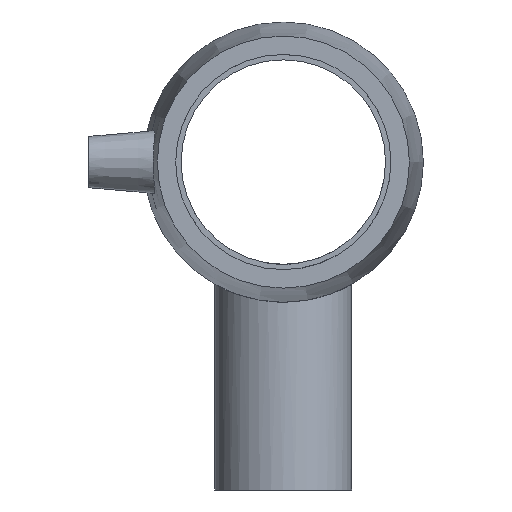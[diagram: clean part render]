
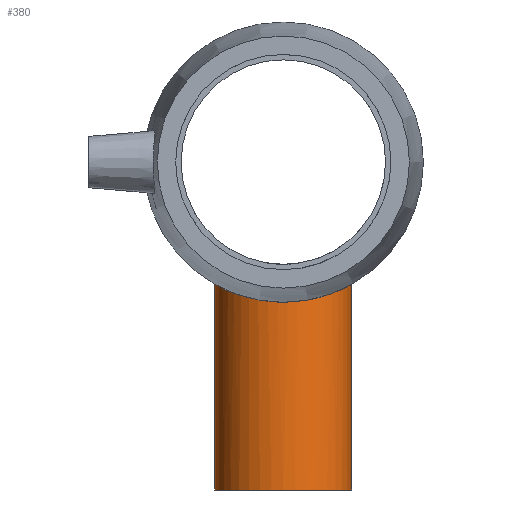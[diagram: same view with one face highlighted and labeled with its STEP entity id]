
A CAD part, left-side view. The second image highlights one B-rep face of the part: STEP entity #380.
In plain terms, the highlighted cylindrical face has radius 20 mm (diameter 40 mm), a full revolution.
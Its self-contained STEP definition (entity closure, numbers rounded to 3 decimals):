
#38=FACE_BOUND('',#140,.T.);
#73=CIRCLE('',#421,20.);
#102=FACE_OUTER_BOUND('',#139,.T.);
#139=EDGE_LOOP('',(#295));
#140=EDGE_LOOP('',(#296));
#207=B_SPLINE_CURVE_WITH_KNOTS('',3,(#745,#746,#747,#748,#749,#750,#751,
#752,#753,#754,#755,#756,#757,#758,#759,#760,#761,#762,#763,#764,#765,#766,
#767,#768,#769,#770,#771,#772,#773,#774,#775,#776,#777,#778,#779,#780,#781,
#782,#783,#784,#785,#786,#787,#788,#789,#790,#791,#792,#793,#794,#795,#796,
#797,#798,#799,#800,#801,#802,#803,#804,#805,#806,#807,#808,#809,#810),
 .UNSPECIFIED.,.T.,.F.,(4,2,2,2,2,2,2,2,2,2,2,2,2,2,2,2,2,2,2,2,2,2,2,2,
2,2,2,2,2,2,2,2,4),(0.,0.384,0.769,1.153,
1.538,1.921,2.304,2.688,3.071,
3.455,3.838,4.222,4.606,4.99,
5.375,5.759,6.143,6.528,6.912,
7.297,7.681,8.065,8.448,8.832,
9.216,9.599,9.982,10.366,10.749,
11.134,11.518,11.903,12.287),
 .UNSPECIFIED.);
#217=VERTEX_POINT('',#742);
#218=VERTEX_POINT('',#744);
#253=EDGE_CURVE('',#217,#217,#73,.T.);
#254=EDGE_CURVE('',#218,#218,#207,.T.);
#295=ORIENTED_EDGE('',*,*,#253,.F.);
#296=ORIENTED_EDGE('',*,*,#254,.F.);
#366=CYLINDRICAL_SURFACE('',#420,20.);
#380=ADVANCED_FACE('',(#102,#38),#366,.T.);
#420=AXIS2_PLACEMENT_3D('',#741,#495,#496);
#421=AXIS2_PLACEMENT_3D('',#743,#497,#498);
#495=DIRECTION('center_axis',(0.,0.,1.));
#496=DIRECTION('ref_axis',(-1.,0.,0.));
#497=DIRECTION('center_axis',(0.,0.,-1.));
#498=DIRECTION('ref_axis',(-1.,0.,0.));
#741=CARTESIAN_POINT('Origin',(-32.5,0.054,-96.));
#742=CARTESIAN_POINT('',(-12.5,0.054,-96.));
#743=CARTESIAN_POINT('Origin',(-32.5,0.054,-96.));
#744=CARTESIAN_POINT('',(-32.5,-19.946,-35.821));
#745=CARTESIAN_POINT('Ctrl Pts',(-32.5,-19.946,-35.821));
#746=CARTESIAN_POINT('Ctrl Pts',(-31.219,-19.946,-35.821));
#747=CARTESIAN_POINT('Ctrl Pts',(-29.902,-19.821,-35.892));
#748=CARTESIAN_POINT('Ctrl Pts',(-27.3,-19.304,-36.172));
#749=CARTESIAN_POINT('Ctrl Pts',(-26.014,-18.912,-36.382));
#750=CARTESIAN_POINT('Ctrl Pts',(-23.558,-17.886,-36.898));
#751=CARTESIAN_POINT('Ctrl Pts',(-22.387,-17.25,-37.203));
#752=CARTESIAN_POINT('Ctrl Pts',(-20.225,-15.79,-37.846));
#753=CARTESIAN_POINT('Ctrl Pts',(-19.234,-14.965,-38.183));
#754=CARTESIAN_POINT('Ctrl Pts',(-17.482,-13.213,-38.824));
#755=CARTESIAN_POINT('Ctrl Pts',(-16.657,-12.223,-39.152));
#756=CARTESIAN_POINT('Ctrl Pts',(-15.197,-10.061,-39.762));
#757=CARTESIAN_POINT('Ctrl Pts',(-14.561,-8.888,-40.045));
#758=CARTESIAN_POINT('Ctrl Pts',(-13.533,-6.43,-40.512));
#759=CARTESIAN_POINT('Ctrl Pts',(-13.141,-5.142,-40.697));
#760=CARTESIAN_POINT('Ctrl Pts',(-12.624,-2.539,-40.942));
#761=CARTESIAN_POINT('Ctrl Pts',(-12.5,-1.224,-41.002));
#762=CARTESIAN_POINT('Ctrl Pts',(-12.5,1.332,-40.998));
#763=CARTESIAN_POINT('Ctrl Pts',(-12.625,2.648,-40.935));
#764=CARTESIAN_POINT('Ctrl Pts',(-13.142,5.251,-40.683));
#765=CARTESIAN_POINT('Ctrl Pts',(-13.534,6.539,-40.495));
#766=CARTESIAN_POINT('Ctrl Pts',(-14.562,8.998,-40.02));
#767=CARTESIAN_POINT('Ctrl Pts',(-15.198,10.17,-39.734));
#768=CARTESIAN_POINT('Ctrl Pts',(-16.659,12.332,-39.117));
#769=CARTESIAN_POINT('Ctrl Pts',(-17.484,13.322,-38.787));
#770=CARTESIAN_POINT('Ctrl Pts',(-19.236,15.074,-38.14));
#771=CARTESIAN_POINT('Ctrl Pts',(-20.226,15.898,-37.801));
#772=CARTESIAN_POINT('Ctrl Pts',(-22.388,17.358,-37.153));
#773=CARTESIAN_POINT('Ctrl Pts',(-23.559,17.993,-36.845));
#774=CARTESIAN_POINT('Ctrl Pts',(-26.014,19.019,-36.326));
#775=CARTESIAN_POINT('Ctrl Pts',(-27.3,19.411,-36.115));
#776=CARTESIAN_POINT('Ctrl Pts',(-29.902,19.929,-35.832));
#777=CARTESIAN_POINT('Ctrl Pts',(-31.218,20.054,-35.761));
#778=CARTESIAN_POINT('Ctrl Pts',(-33.782,20.054,-35.761));
#779=CARTESIAN_POINT('Ctrl Pts',(-35.098,19.929,-35.832));
#780=CARTESIAN_POINT('Ctrl Pts',(-37.7,19.411,-36.115));
#781=CARTESIAN_POINT('Ctrl Pts',(-38.986,19.019,-36.326));
#782=CARTESIAN_POINT('Ctrl Pts',(-41.441,17.993,-36.845));
#783=CARTESIAN_POINT('Ctrl Pts',(-42.612,17.358,-37.153));
#784=CARTESIAN_POINT('Ctrl Pts',(-44.774,15.898,-37.801));
#785=CARTESIAN_POINT('Ctrl Pts',(-45.764,15.074,-38.14));
#786=CARTESIAN_POINT('Ctrl Pts',(-47.516,13.322,-38.787));
#787=CARTESIAN_POINT('Ctrl Pts',(-48.341,12.332,-39.117));
#788=CARTESIAN_POINT('Ctrl Pts',(-49.802,10.17,-39.734));
#789=CARTESIAN_POINT('Ctrl Pts',(-50.438,8.998,-40.02));
#790=CARTESIAN_POINT('Ctrl Pts',(-51.466,6.539,-40.495));
#791=CARTESIAN_POINT('Ctrl Pts',(-51.858,5.251,-40.683));
#792=CARTESIAN_POINT('Ctrl Pts',(-52.375,2.648,-40.935));
#793=CARTESIAN_POINT('Ctrl Pts',(-52.5,1.332,-40.998));
#794=CARTESIAN_POINT('Ctrl Pts',(-52.5,-1.224,-41.002));
#795=CARTESIAN_POINT('Ctrl Pts',(-52.376,-2.539,-40.942));
#796=CARTESIAN_POINT('Ctrl Pts',(-51.859,-5.142,-40.697));
#797=CARTESIAN_POINT('Ctrl Pts',(-51.467,-6.43,-40.512));
#798=CARTESIAN_POINT('Ctrl Pts',(-50.439,-8.888,-40.045));
#799=CARTESIAN_POINT('Ctrl Pts',(-49.803,-10.061,-39.762));
#800=CARTESIAN_POINT('Ctrl Pts',(-48.343,-12.223,-39.152));
#801=CARTESIAN_POINT('Ctrl Pts',(-47.518,-13.213,-38.824));
#802=CARTESIAN_POINT('Ctrl Pts',(-45.766,-14.965,-38.183));
#803=CARTESIAN_POINT('Ctrl Pts',(-44.775,-15.79,-37.846));
#804=CARTESIAN_POINT('Ctrl Pts',(-42.613,-17.25,-37.203));
#805=CARTESIAN_POINT('Ctrl Pts',(-41.442,-17.886,-36.898));
#806=CARTESIAN_POINT('Ctrl Pts',(-38.986,-18.912,-36.382));
#807=CARTESIAN_POINT('Ctrl Pts',(-37.7,-19.304,-36.172));
#808=CARTESIAN_POINT('Ctrl Pts',(-35.098,-19.821,-35.892));
#809=CARTESIAN_POINT('Ctrl Pts',(-33.781,-19.946,-35.821));
#810=CARTESIAN_POINT('Ctrl Pts',(-32.5,-19.946,-35.821));
